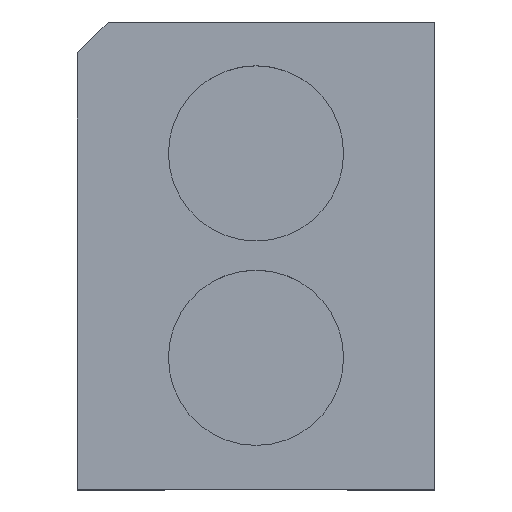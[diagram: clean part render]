
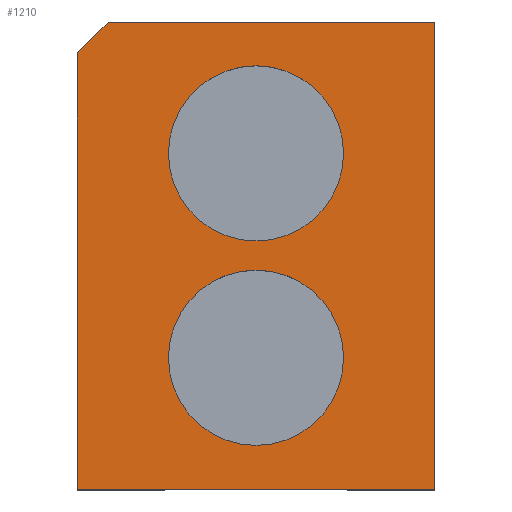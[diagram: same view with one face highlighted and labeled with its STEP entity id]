
A CAD part, top view. The second image highlights one B-rep face of the part: STEP entity #1210.
In plain terms, the highlighted planar face has unit normal (0, 0, 1).
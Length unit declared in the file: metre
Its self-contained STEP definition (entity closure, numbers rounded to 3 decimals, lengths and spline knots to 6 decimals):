
#37=CIRCLE('',#1425,0.0012);
#38=CIRCLE('',#1426,0.0012);
#169=ORIENTED_EDGE('',*,*,#476,.F.);
#170=ORIENTED_EDGE('',*,*,#477,.F.);
#171=ORIENTED_EDGE('',*,*,#469,.F.);
#172=ORIENTED_EDGE('',*,*,#407,.F.);
#173=ORIENTED_EDGE('',*,*,#475,.F.);
#174=ORIENTED_EDGE('',*,*,#461,.T.);
#175=ORIENTED_EDGE('',*,*,#414,.T.);
#407=EDGE_CURVE('',#574,#575,#684,.T.);
#414=EDGE_CURVE('',#580,#579,#691,.T.);
#461=EDGE_CURVE('',#612,#580,#738,.T.);
#469=EDGE_CURVE('',#575,#579,#746,.T.);
#475=EDGE_CURVE('',#612,#574,#752,.T.);
#476=EDGE_CURVE('',#620,#620,#37,.T.);
#477=EDGE_CURVE('',#621,#621,#38,.T.);
#574=VERTEX_POINT('',#1855);
#575=VERTEX_POINT('',#1857);
#579=VERTEX_POINT('',#1868);
#580=VERTEX_POINT('',#1870);
#612=VERTEX_POINT('',#1958);
#620=VERTEX_POINT('',#1984);
#621=VERTEX_POINT('',#1986);
#684=LINE('',#1856,#847);
#691=LINE('',#1869,#854);
#738=LINE('',#1957,#901);
#746=LINE('',#1971,#909);
#752=LINE('',#1981,#915);
#847=VECTOR('',#1522,1.);
#854=VECTOR('',#1531,1.);
#901=VECTOR('',#1596,1.);
#909=VECTOR('',#1606,1.);
#915=VECTOR('',#1614,1.);
#997=EDGE_LOOP('',(#169));
#998=EDGE_LOOP('',(#170));
#999=EDGE_LOOP('',(#171,#172,#173,#174,#175));
#1072=FACE_BOUND('',#997,.T.);
#1073=FACE_BOUND('',#998,.T.);
#1074=FACE_BOUND('',#999,.T.);
#1145=PLANE('',#1424);
#1210=ADVANCED_FACE('',(#1072,#1073,#1074),#1145,.T.);
#1424=AXIS2_PLACEMENT_3D('',#1982,#1615,#1616);
#1425=AXIS2_PLACEMENT_3D('',#1983,#1617,#1618);
#1426=AXIS2_PLACEMENT_3D('',#1985,#1619,#1620);
#1522=DIRECTION('',(1.,0.,0.));
#1531=DIRECTION('',(1.,0.,0.));
#1596=DIRECTION('',(0.,-1.,0.));
#1606=DIRECTION('',(0.,-1.,0.));
#1614=DIRECTION('',(0.707,0.707,0.));
#1615=DIRECTION('',(0.,0.,1.));
#1616=DIRECTION('',(1.,0.,0.));
#1617=DIRECTION('',(0.,0.,1.));
#1618=DIRECTION('',(1.,0.,0.));
#1619=DIRECTION('',(0.,0.,1.));
#1620=DIRECTION('',(1.,0.,0.));
#1855=CARTESIAN_POINT('',(-0.002026,0.0032,0.0065));
#1856=CARTESIAN_POINT('',(0.000212,0.0032,0.0065));
#1857=CARTESIAN_POINT('',(0.00245,0.0032,0.0065));
#1868=CARTESIAN_POINT('',(0.00245,-0.0032,0.0065));
#1869=CARTESIAN_POINT('',(0.,-0.0032,0.0065));
#1870=CARTESIAN_POINT('',(-0.00245,-0.0032,0.0065));
#1957=CARTESIAN_POINT('',(-0.00245,-0.000212,0.0065));
#1958=CARTESIAN_POINT('',(-0.00245,0.002776,0.0065));
#1971=CARTESIAN_POINT('',(0.00245,0.,0.0065));
#1981=CARTESIAN_POINT('',(-0.002238,0.002988,0.0065));
#1982=CARTESIAN_POINT('',(0.,0.,0.0065));
#1983=CARTESIAN_POINT('',(0.,-0.0014,0.0065));
#1984=CARTESIAN_POINT('',(0.0012,-0.0014,0.0065));
#1985=CARTESIAN_POINT('',(0.,0.0014,0.0065));
#1986=CARTESIAN_POINT('',(0.0012,0.0014,0.0065));
